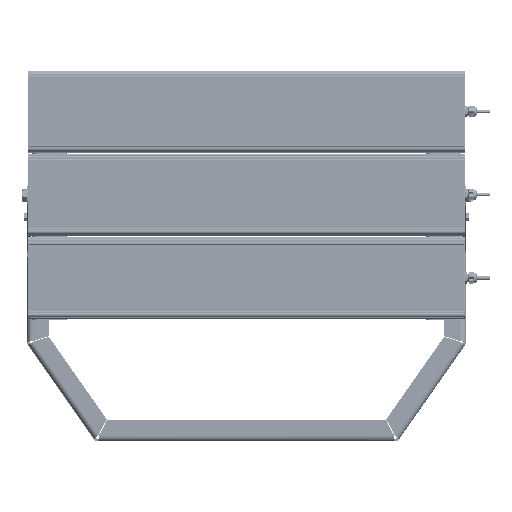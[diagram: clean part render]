
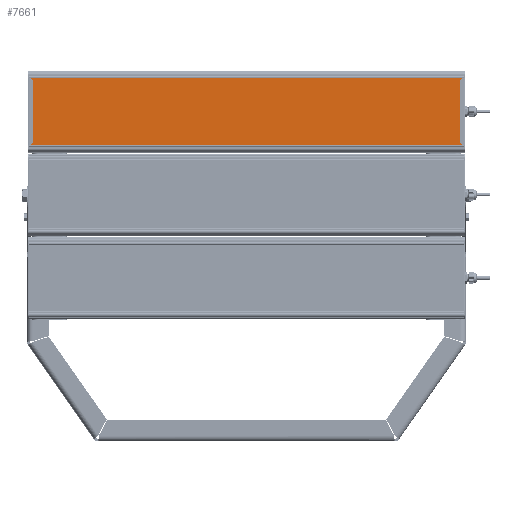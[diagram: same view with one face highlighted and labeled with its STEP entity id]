
A CAD part, front view. The second image highlights one B-rep face of the part: STEP entity #7661.
In plain terms, the highlighted face is planar.
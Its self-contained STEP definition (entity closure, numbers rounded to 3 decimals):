
#7661=ADVANCED_FACE('',(#22743),#22745,.T.);
#22743=FACE_BOUND('',#22744,.T.);
#22744=EDGE_LOOP('',(#51831,#51832,#51833,#51834));
#22745=PLANE('',#22746);
#22746=AXIS2_PLACEMENT_3D('',#22747,#22748,#22749);
#22747=CARTESIAN_POINT('',(2111.497,401.002,-34.582));
#22748=DIRECTION('',(0.,0.,-1.));
#22749=DIRECTION('',(0.,1.,0.));
#51831=ORIENTED_EDGE('',*,*,#59621,.F.);
#51832=ORIENTED_EDGE('',*,*,#59620,.T.);
#51833=ORIENTED_EDGE('',*,*,#59622,.F.);
#51834=ORIENTED_EDGE('',*,*,#59623,.F.);
#59620=EDGE_CURVE('',#67410,#67414,#67416,.T.);
#59621=EDGE_CURVE('',#67410,#67417,#67418,.T.);
#59622=EDGE_CURVE('',#67419,#67414,#67420,.T.);
#59623=EDGE_CURVE('',#67417,#67419,#67421,.T.);
#67410=VERTEX_POINT('',#98468);
#67414=VERTEX_POINT('',#98476);
#67416=LINE('',#98480,#98481);
#67417=VERTEX_POINT('',#98483);
#67418=LINE('',#98484,#98485);
#67419=VERTEX_POINT('',#98487);
#67420=LINE('',#98488,#98489);
#67421=LINE('',#98491,#98492);
#98468=CARTESIAN_POINT('',(2111.497,565.13,-34.582));
#98476=CARTESIAN_POINT('',(3107.497,565.13,-34.582));
#98480=CARTESIAN_POINT('',(2111.497,565.13,-34.582));
#98481=VECTOR('',#98482,1.);
#98482=DIRECTION('',(1.,0.,0.));
#98483=CARTESIAN_POINT('',(2111.497,401.002,-34.582));
#98484=CARTESIAN_POINT('',(2111.497,565.13,-34.582));
#98485=VECTOR('',#98486,1.);
#98486=DIRECTION('',(0.,-1.,0.));
#98487=CARTESIAN_POINT('',(3107.497,401.002,-34.582));
#98488=CARTESIAN_POINT('',(3107.497,401.002,-34.582));
#98489=VECTOR('',#98490,1.);
#98490=DIRECTION('',(0.,1.,0.));
#98491=CARTESIAN_POINT('',(2111.497,401.002,-34.582));
#98492=VECTOR('',#98493,1.);
#98493=DIRECTION('',(1.,0.,0.));
